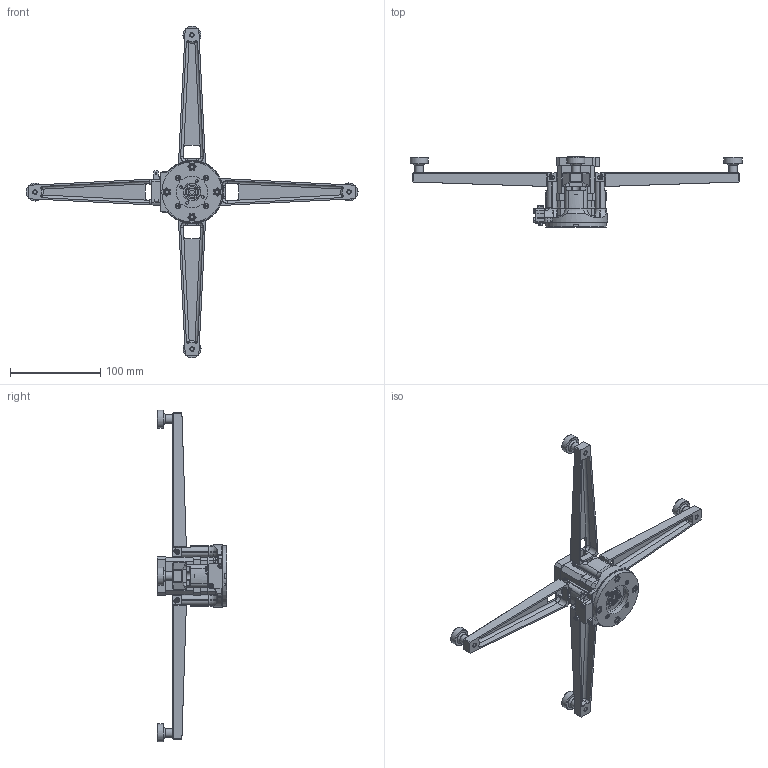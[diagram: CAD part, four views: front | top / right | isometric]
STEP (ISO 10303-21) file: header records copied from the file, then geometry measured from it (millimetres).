
FILE_DESCRIPTION(/* description */ (''),/* implementation_level */ '2;1');
FILE_NAME(/* name */ 'base_link.stp',/* time_stamp */ '2021-11-24T19:24:43+01:00',/* author */ ('Teo'),/* organization */ (''),/* preprocessor_version */ 'ST-DEVELOPER v18.1',/* originating_system */ 'Autodesk Inventor 2022',/* authorisation */ '');
FILE_SCHEMA (('AUTOMOTIVE_DESIGN { 1 0 10303 214 3 1 1 }'));
Length unit declared in the file: millimetre
Products named in the file (26): base_link; Stepper_nema17; reductor; Stator_encoder_lite; Center_encoder_lite; Excenter_lite; Stator_lite; Disk_lite; Center_lite; DIN 625 T1 - 619/8 - 8 x 19 x 6; Rotor_lite; Housing_lite; Board; Magnet; Stator_lite_1; Base_lite; Leg_lite; Foot_lite; Limit_switch; DIN 912 - M3 x 30; DIN 912 - M5 x 35; DIN 912 - M3 x 25; DIN 912 - M5 x 20; DIN 439 - M5; DIN 439 - M3; DIN 912 - M3 x 16
Assembly tree (51 placements, depth 3):
  base_link
    Stepper_nema17
    reductor
      Stator_encoder_lite
      Center_encoder_lite
      Excenter_lite
      Stator_lite
      Disk_lite
      DIN 625 T1 - 619/8 - 8 x 19 x 6  x2
      Center_lite
      Rotor_lite
      Housing_lite
      Board
      Magnet
    Stator_lite_1
    Base_lite
    Leg_lite  x4
    Foot_lite  x4
    Limit_switch
    DIN 912 - M3 x 30  x4
    DIN 912 - M5 x 35  x4
    DIN 912 - M3 x 25  x4
    DIN 912 - M5 x 20  x4
    DIN 439 - M5  x4
    DIN 439 - M3  x4
    DIN 912 - M3 x 16  x2
Bounding box: 368.6 x 77.5 x 368.6 mm (x, y, z)
Volume: 264053.5 mm3; surface area: 145896 mm2
Topology: 64 solids, 64 shells, 1329 faces, 3299 edges, 2129 vertices
Faces by surface type: plane 656, cylinder 408, cone 121, torus 106, bspline 26, sphere 12
Full cylindrical faces by diameter (mm): 0.6 x9, 1.016 x5, 1.5 x3, 2.459 x4, 2.5 x2, 3 x44, 3.25 x2, 3.3 x4, 4.134 x4, 5 x25, 5.5 x18, 6 x4, 8 x5, 8.5 x16, 9.1 x2, 10 x6, 11 x2, 11.52 x4, 15 x2, 15.48 x4, 19 x4, 20 x4, 22 x2, 30 x1, 35 x2, 37 x1, 38 x2, 67 x1
Entity records: 29385 total; most frequent: CARTESIAN_POINT 7368, DIRECTION 4596, ORIENTED_EDGE 4186, EDGE_CURVE 2093, AXIS2_PLACEMENT_3D 1754, VERTEX_POINT 1378, LINE 1088, VECTOR 1088
